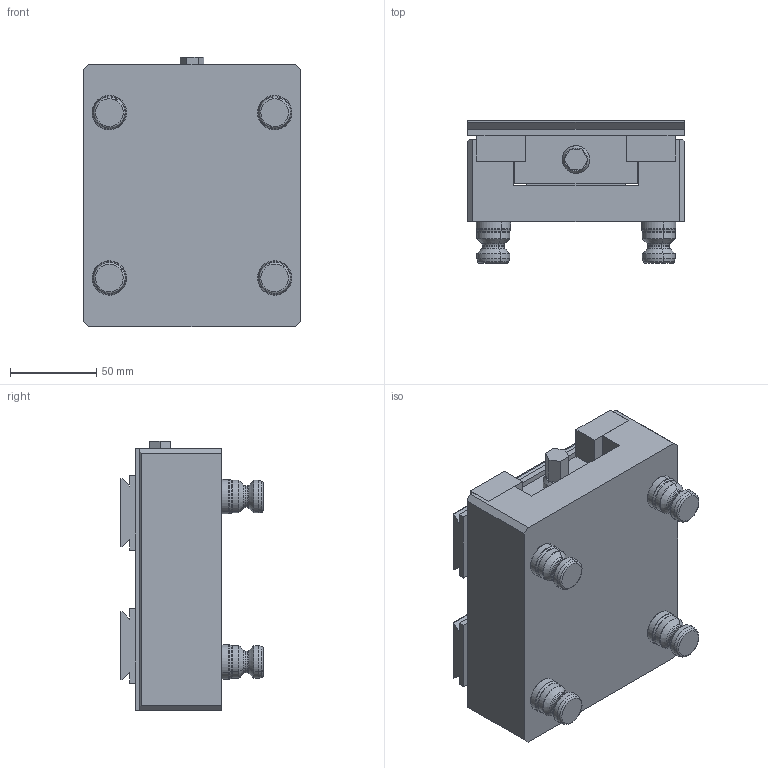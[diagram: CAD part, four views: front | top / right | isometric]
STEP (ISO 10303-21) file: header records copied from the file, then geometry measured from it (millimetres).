
FILE_DESCRIPTION (( 'STEP AP214' ), '1' );
FILE_NAME ('VA56_CAD_FOR_WEBSITE.STEP', '2024-06-13T23:24:18', ( '' ), ( '' ), 'SwSTEP 2.0', 'SolidWorks 2021', '' );
FILE_SCHEMA (( 'AUTOMOTIVE_DESIGN' ));
Length unit declared in the file: inch
Products named in the file (13): M5X20MM.SHCS_WEBSITE_M5X20MM.SHCS; VA56-4_WEBSITE_VA56-4; VA56-2L_WEBSITE_VA56-2L; M6X10.DP_WEBSITE_M6X10.DP; VA56-3B_WEBSITE_VA56-3B; M8X025.SHCS_WEBSITE_M8X025.SHCS; VA56-9_WEBSITE_VA56-9; VA56_CAD_FOR_WEBSITE; PS20F_WEBSITE; VA56-3T_WEBSITE_VA56-3T; PS20F-1_WEBSITE_HARD TURN; VA56-1_WEBSITE_WITHOUT LOGO; VA56-6_WEBSITE_VA56-6
Assembly tree (29 placements, depth 3):
  VA56_CAD_FOR_WEBSITE
    VA56-1_WEBSITE_WITHOUT LOGO
    VA56-2L_WEBSITE_VA56-2L  x2
    VA56-3B_WEBSITE_VA56-3B
    VA56-3T_WEBSITE_VA56-3T
    VA56-4_WEBSITE_VA56-4
    VA56-6_WEBSITE_VA56-6  x2
    M5X20MM.SHCS_WEBSITE_M5X20MM.SHCS  x4
    M6X10.DP_WEBSITE_M6X10.DP  x2
    M8X025.SHCS_WEBSITE_M8X025.SHCS  x8
    PS20F_WEBSITE  x4
      PS20F-1_WEBSITE_HARD TURN
    VA56-9_WEBSITE_VA56-9  x2
Bounding box: 125.86 x 82.5 x 156.2 mm (x, y, z)
Volume: 925042.6 mm3; surface area: 197530.4 mm2
Topology: 28 solids, 28 shells, 597 faces, 1274 edges, 772 vertices
Faces by surface type: plane 197, cylinder 196, cone 108, torus 88, sphere 8
Entity records: 8782 total; most frequent: DIRECTION 1494, CARTESIAN_POINT 1359, ORIENTED_EDGE 1248, EDGE_CURVE 624, AXIS2_PLACEMENT_3D 573, VERTEX_POINT 390, VECTOR 348, LINE 348
